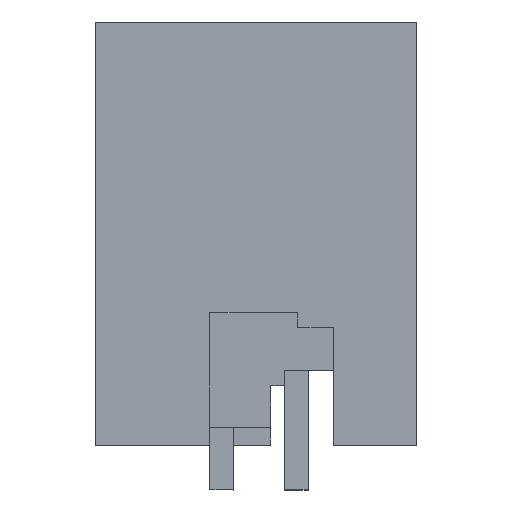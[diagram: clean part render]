
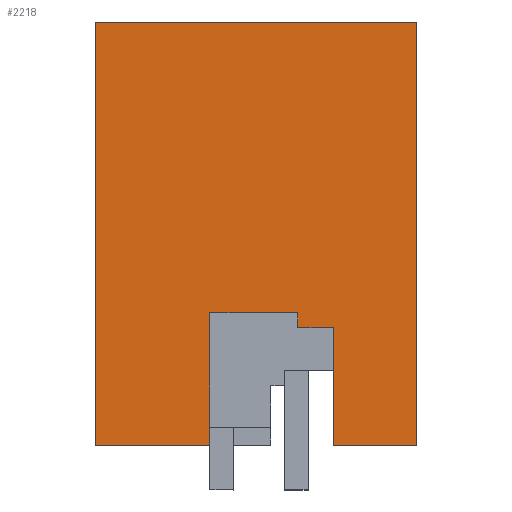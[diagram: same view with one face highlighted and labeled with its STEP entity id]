
A CAD part, left-side view. The second image highlights one B-rep face of the part: STEP entity #2218.
In plain terms, the highlighted planar face has unit normal (-1, 0, 0).
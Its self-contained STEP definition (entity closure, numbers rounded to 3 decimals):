
#2164=AXIS2_PLACEMENT_3D('Plane Axis2P3D',#2161,#2162,#2163) ;
#183=CARTESIAN_POINT('Vertex',(0.,10.8,15.7)) ;
#186=CARTESIAN_POINT('Line Origine',(0.,5.4,15.7)) ;
#190=CARTESIAN_POINT('Vertex',(0.,0.,15.7)) ;
#1031=CARTESIAN_POINT('Vertex',(0.,0.,1.5)) ;
#1034=CARTESIAN_POINT('Line Origine',(0.,0.,8.6)) ;
#1051=CARTESIAN_POINT('Line Origine',(0.,1.4,1.5)) ;
#1055=CARTESIAN_POINT('Vertex',(0.,2.8,1.5)) ;
#1432=CARTESIAN_POINT('Vertex',(0.,10.8,1.5)) ;
#1435=CARTESIAN_POINT('Line Origine',(0.,10.8,8.6)) ;
#2161=CARTESIAN_POINT('Axis2P3D Location',(0.,10.8,10.7)) ;
#2166=CARTESIAN_POINT('Line Origine',(0.,8.875,1.5)) ;
#2170=CARTESIAN_POINT('Vertex',(0.,6.95,1.5)) ;
#2173=CARTESIAN_POINT('Line Origine',(0.,6.95,3.725)) ;
#2177=CARTESIAN_POINT('Vertex',(0.,6.95,5.95)) ;
#2180=CARTESIAN_POINT('Line Origine',(0.,5.475,5.95)) ;
#2184=CARTESIAN_POINT('Vertex',(0.,4.,5.95)) ;
#2187=CARTESIAN_POINT('Line Origine',(0.,4.,5.7)) ;
#2191=CARTESIAN_POINT('Vertex',(0.,4.,5.45)) ;
#2194=CARTESIAN_POINT('Line Origine',(0.,3.4,5.45)) ;
#2198=CARTESIAN_POINT('Vertex',(0.,2.8,5.45)) ;
#2201=CARTESIAN_POINT('Line Origine',(0.,2.8,3.475)) ;
#187=DIRECTION('Vector Direction',(0.,-1.,0.)) ;
#1035=DIRECTION('Vector Direction',(0.,0.,1.)) ;
#1052=DIRECTION('Vector Direction',(0.,-1.,0.)) ;
#1436=DIRECTION('Vector Direction',(0.,0.,1.)) ;
#2162=DIRECTION('Axis2P3D Direction',(1.,0.,0.)) ;
#2163=DIRECTION('Axis2P3D XDirection',(0.,1.,0.)) ;
#2167=DIRECTION('Vector Direction',(0.,-1.,0.)) ;
#2174=DIRECTION('Vector Direction',(0.,0.,-1.)) ;
#2181=DIRECTION('Vector Direction',(0.,-1.,0.)) ;
#2188=DIRECTION('Vector Direction',(0.,0.,-1.)) ;
#2195=DIRECTION('Vector Direction',(0.,-1.,0.)) ;
#2202=DIRECTION('Vector Direction',(0.,0.,-1.)) ;
#188=VECTOR('Line Direction',#187,1.) ;
#1036=VECTOR('Line Direction',#1035,1.) ;
#1053=VECTOR('Line Direction',#1052,1.) ;
#1437=VECTOR('Line Direction',#1436,1.) ;
#2168=VECTOR('Line Direction',#2167,1.) ;
#2175=VECTOR('Line Direction',#2174,1.) ;
#2182=VECTOR('Line Direction',#2181,1.) ;
#2189=VECTOR('Line Direction',#2188,1.) ;
#2196=VECTOR('Line Direction',#2195,1.) ;
#2203=VECTOR('Line Direction',#2202,1.) ;
#2207=ORIENTED_EDGE('',*,*,#1057,.T.) ;
#2208=ORIENTED_EDGE('',*,*,#1038,.T.) ;
#2209=ORIENTED_EDGE('',*,*,#192,.F.) ;
#2210=ORIENTED_EDGE('',*,*,#1439,.F.) ;
#2211=ORIENTED_EDGE('',*,*,#2172,.T.) ;
#2212=ORIENTED_EDGE('',*,*,#2179,.F.) ;
#2213=ORIENTED_EDGE('',*,*,#2186,.T.) ;
#2214=ORIENTED_EDGE('',*,*,#2193,.T.) ;
#2215=ORIENTED_EDGE('',*,*,#2200,.T.) ;
#2216=ORIENTED_EDGE('',*,*,#2205,.T.) ;
#2218=ADVANCED_FACE('HOUSING',(#2217),#2165,.F.) ;
#192=EDGE_CURVE('',#184,#191,#189,.T.) ;
#1038=EDGE_CURVE('',#1032,#191,#1037,.T.) ;
#1057=EDGE_CURVE('',#1056,#1032,#1054,.T.) ;
#1439=EDGE_CURVE('',#1433,#184,#1438,.T.) ;
#2172=EDGE_CURVE('',#1433,#2171,#2169,.T.) ;
#2179=EDGE_CURVE('',#2178,#2171,#2176,.T.) ;
#2186=EDGE_CURVE('',#2178,#2185,#2183,.T.) ;
#2193=EDGE_CURVE('',#2185,#2192,#2190,.T.) ;
#2200=EDGE_CURVE('',#2192,#2199,#2197,.T.) ;
#2205=EDGE_CURVE('',#2199,#1056,#2204,.T.) ;
#2206=EDGE_LOOP('',(#2207,#2208,#2209,#2210,#2211,#2212,#2213,#2214,#2215,#2216)) ;
#2217=FACE_OUTER_BOUND('',#2206,.T.) ;
#189=LINE('Line',#186,#188) ;
#1037=LINE('Line',#1034,#1036) ;
#1054=LINE('Line',#1051,#1053) ;
#1438=LINE('Line',#1435,#1437) ;
#2169=LINE('Line',#2166,#2168) ;
#2176=LINE('Line',#2173,#2175) ;
#2183=LINE('Line',#2180,#2182) ;
#2190=LINE('Line',#2187,#2189) ;
#2197=LINE('Line',#2194,#2196) ;
#2204=LINE('Line',#2201,#2203) ;
#2165=PLANE('',#2164) ;
#184=VERTEX_POINT('',#183) ;
#191=VERTEX_POINT('',#190) ;
#1032=VERTEX_POINT('',#1031) ;
#1056=VERTEX_POINT('',#1055) ;
#1433=VERTEX_POINT('',#1432) ;
#2171=VERTEX_POINT('',#2170) ;
#2178=VERTEX_POINT('',#2177) ;
#2185=VERTEX_POINT('',#2184) ;
#2192=VERTEX_POINT('',#2191) ;
#2199=VERTEX_POINT('',#2198) ;
